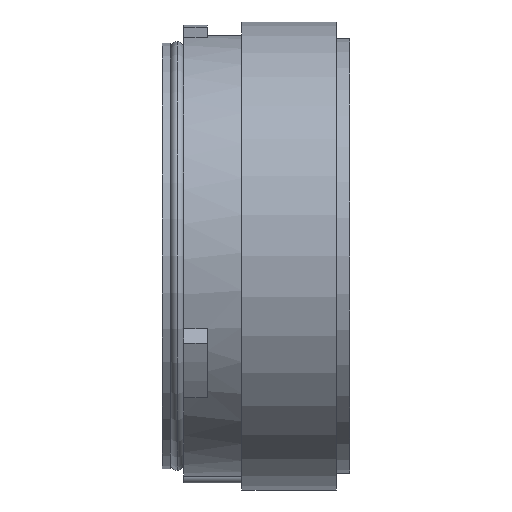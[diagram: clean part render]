
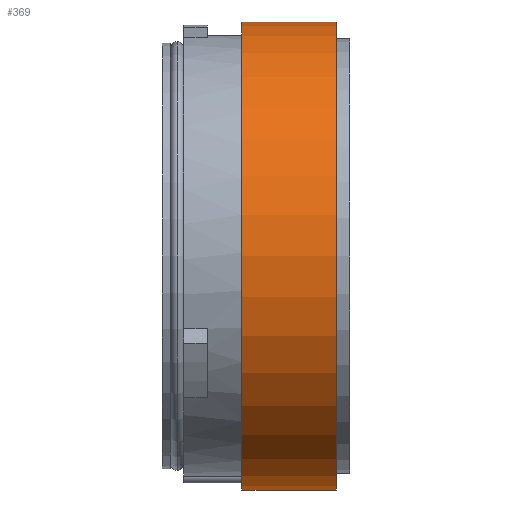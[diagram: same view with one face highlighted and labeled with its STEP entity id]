
A CAD part, left-side view. The second image highlights one B-rep face of the part: STEP entity #369.
In plain terms, the highlighted cylindrical face has radius 35 mm (diameter 70 mm), a partial arc.
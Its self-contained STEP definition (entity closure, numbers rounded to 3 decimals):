
#95 = DIRECTION ( 'NONE',  ( 0., -1., 0. ) ) ;
#154 = AXIS2_PLACEMENT_3D ( 'NONE', #790, #3098, #1169 ) ;
#233 = CARTESIAN_POINT ( 'NONE',  ( 0., 0., -35. ) ) ;
#369 = ADVANCED_FACE ( 'NONE', ( #4224 ), #4273, .T. ) ;
#618 = VECTOR ( 'NONE', #3391, 1000. ) ;
#627 = DIRECTION ( 'NONE',  ( 0., 1., 0. ) ) ;
#755 = CARTESIAN_POINT ( 'NONE',  ( 0., 0., 35. ) ) ;
#790 = CARTESIAN_POINT ( 'NONE',  ( 0., 14.1, 0. ) ) ;
#799 = AXIS2_PLACEMENT_3D ( 'NONE', #3280, #3487, #3005 ) ;
#1026 = ORIENTED_EDGE ( 'NONE', *, *, #1355, .T. ) ;
#1169 = DIRECTION ( 'NONE',  ( 0., 0., 1. ) ) ;
#1355 = EDGE_CURVE ( 'NONE', #2032, #2962, #3627, .T. ) ;
#1506 = CIRCLE ( 'NONE', #154, 35. ) ;
#1681 = EDGE_CURVE ( 'NONE', #2336, #2032, #1712, .T. ) ;
#1712 = LINE ( 'NONE', #1800, #618 ) ;
#1800 = CARTESIAN_POINT ( 'NONE',  ( 0., 26., -35. ) ) ;
#1820 = ORIENTED_EDGE ( 'NONE', *, *, #3434, .F. ) ;
#1890 = ORIENTED_EDGE ( 'NONE', *, *, #2668, .F. ) ;
#2032 = VERTEX_POINT ( 'NONE', #233 ) ;
#2220 = CARTESIAN_POINT ( 'NONE',  ( 0., 26., 35. ) ) ;
#2336 = VERTEX_POINT ( 'NONE', #3887 ) ;
#2349 = AXIS2_PLACEMENT_3D ( 'NONE', #2652, #627, #2969 ) ;
#2527 = VERTEX_POINT ( 'NONE', #3713 ) ;
#2652 = CARTESIAN_POINT ( 'NONE',  ( 0., 0., 0. ) ) ;
#2668 = EDGE_CURVE ( 'NONE', #2527, #2962, #4215, .T. ) ;
#2962 = VERTEX_POINT ( 'NONE', #755 ) ;
#2969 = DIRECTION ( 'NONE',  ( 0., 0., 1. ) ) ;
#3005 = DIRECTION ( 'NONE',  ( 0., 0., -1. ) ) ;
#3098 = DIRECTION ( 'NONE',  ( 0., 1., 0. ) ) ;
#3280 = CARTESIAN_POINT ( 'NONE',  ( 0., 26., 0. ) ) ;
#3389 = VECTOR ( 'NONE', #95, 1000. ) ;
#3391 = DIRECTION ( 'NONE',  ( 0., -1., 0. ) ) ;
#3417 = EDGE_LOOP ( 'NONE', ( #1890, #1820, #4079, #1026 ) ) ;
#3434 = EDGE_CURVE ( 'NONE', #2336, #2527, #1506, .T. ) ;
#3487 = DIRECTION ( 'NONE',  ( 0., -1., 0. ) ) ;
#3627 = CIRCLE ( 'NONE', #2349, 35. ) ;
#3713 = CARTESIAN_POINT ( 'NONE',  ( 0., 14.1, 35. ) ) ;
#3887 = CARTESIAN_POINT ( 'NONE',  ( 0., 14.1, -35. ) ) ;
#4079 = ORIENTED_EDGE ( 'NONE', *, *, #1681, .T. ) ;
#4215 = LINE ( 'NONE', #2220, #3389 ) ;
#4224 = FACE_OUTER_BOUND ( 'NONE', #3417, .T. ) ;
#4273 = CYLINDRICAL_SURFACE ( 'NONE', #799, 35. ) ;
